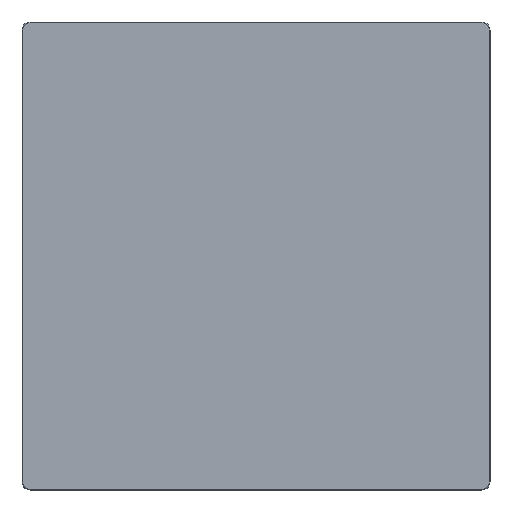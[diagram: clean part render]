
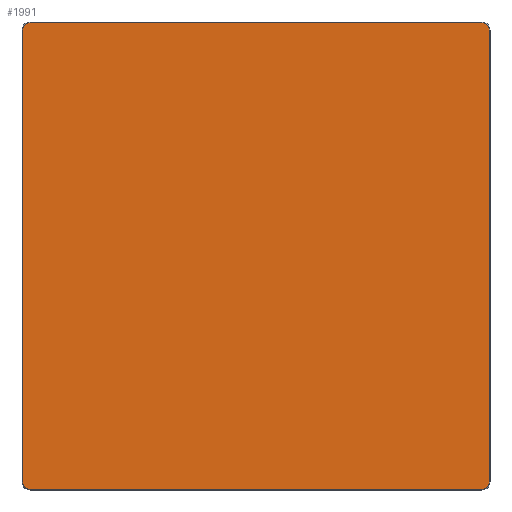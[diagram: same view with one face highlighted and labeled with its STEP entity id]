
A CAD part, front view. The second image highlights one B-rep face of the part: STEP entity #1991.
In plain terms, the highlighted planar face has unit normal (0, -1, 0).
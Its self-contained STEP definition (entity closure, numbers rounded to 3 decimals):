
#79=CIRCLE('',#2153,2.7);
#81=CIRCLE('',#2157,2.7);
#83=CIRCLE('',#2161,2.7);
#85=CIRCLE('',#2165,2.7);
#202=FACE_OUTER_BOUND('',#309,.T.);
#309=EDGE_LOOP('',(#1663,#1664,#1665,#1666,#1667,#1668,#1669,#1670));
#484=LINE('',#3208,#700);
#487=LINE('',#3217,#703);
#491=LINE('',#3229,#707);
#494=LINE('',#3238,#710);
#700=VECTOR('',#2597,10.);
#703=VECTOR('',#2608,10.);
#707=VECTOR('',#2620,10.);
#710=VECTOR('',#2631,10.);
#904=VERTEX_POINT('',#3195);
#907=VERTEX_POINT('',#3200);
#908=VERTEX_POINT('',#3204);
#910=VERTEX_POINT('',#3210);
#911=VERTEX_POINT('',#3215);
#912=VERTEX_POINT('',#3219);
#914=VERTEX_POINT('',#3225);
#916=VERTEX_POINT('',#3231);
#1159=EDGE_CURVE('',#907,#904,#79,.T.);
#1162=EDGE_CURVE('',#904,#908,#484,.T.);
#1165=EDGE_CURVE('',#908,#910,#81,.T.);
#1167=EDGE_CURVE('',#910,#911,#487,.T.);
#1170=EDGE_CURVE('',#911,#912,#83,.T.);
#1173=EDGE_CURVE('',#912,#914,#491,.T.);
#1176=EDGE_CURVE('',#914,#916,#85,.T.);
#1178=EDGE_CURVE('',#916,#907,#494,.T.);
#1663=ORIENTED_EDGE('',*,*,#1159,.F.);
#1664=ORIENTED_EDGE('',*,*,#1178,.F.);
#1665=ORIENTED_EDGE('',*,*,#1176,.F.);
#1666=ORIENTED_EDGE('',*,*,#1173,.F.);
#1667=ORIENTED_EDGE('',*,*,#1170,.F.);
#1668=ORIENTED_EDGE('',*,*,#1167,.F.);
#1669=ORIENTED_EDGE('',*,*,#1165,.F.);
#1670=ORIENTED_EDGE('',*,*,#1162,.F.);
#1893=PLANE('',#2173);
#1991=ADVANCED_FACE('',(#202),#1893,.F.);
#2153=AXIS2_PLACEMENT_3D('',#3202,#2591,#2592);
#2157=AXIS2_PLACEMENT_3D('',#3213,#2603,#2604);
#2161=AXIS2_PLACEMENT_3D('',#3223,#2614,#2615);
#2165=AXIS2_PLACEMENT_3D('',#3235,#2626,#2627);
#2173=AXIS2_PLACEMENT_3D('',#3270,#2658,#2659);
#2591=DIRECTION('center_axis',(0.,1.,0.));
#2592=DIRECTION('ref_axis',(-0.707,0.,-0.707));
#2597=DIRECTION('',(0.,0.,1.));
#2603=DIRECTION('center_axis',(0.,1.,0.));
#2604=DIRECTION('ref_axis',(-0.707,0.,0.707));
#2608=DIRECTION('',(1.,0.,0.));
#2614=DIRECTION('center_axis',(0.,1.,0.));
#2615=DIRECTION('ref_axis',(0.707,0.,0.707));
#2620=DIRECTION('',(0.,0.,-1.));
#2626=DIRECTION('center_axis',(0.,1.,0.));
#2627=DIRECTION('ref_axis',(0.707,0.,-0.707));
#2631=DIRECTION('',(-1.,0.,0.));
#2658=DIRECTION('center_axis',(0.,1.,0.));
#2659=DIRECTION('ref_axis',(1.,0.,0.));
#3195=CARTESIAN_POINT('',(-85.95,0.,-83.25));
#3200=CARTESIAN_POINT('',(-83.25,0.,-85.95));
#3202=CARTESIAN_POINT('Origin',(-83.25,0.,-83.25));
#3204=CARTESIAN_POINT('',(-85.95,0.,83.25));
#3208=CARTESIAN_POINT('',(-85.95,0.,-43.125));
#3210=CARTESIAN_POINT('',(-83.25,0.,85.95));
#3213=CARTESIAN_POINT('Origin',(-83.25,0.,83.25));
#3215=CARTESIAN_POINT('',(83.25,0.,85.95));
#3217=CARTESIAN_POINT('',(-43.125,0.,85.95));
#3219=CARTESIAN_POINT('',(85.95,0.,83.25));
#3223=CARTESIAN_POINT('Origin',(83.25,0.,83.25));
#3225=CARTESIAN_POINT('',(85.95,0.,-83.25));
#3229=CARTESIAN_POINT('',(85.95,0.,43.125));
#3231=CARTESIAN_POINT('',(83.25,0.,-85.95));
#3235=CARTESIAN_POINT('Origin',(83.25,0.,-83.25));
#3238=CARTESIAN_POINT('',(43.125,0.,-85.95));
#3270=CARTESIAN_POINT('Origin',(0.,0.,0.));
